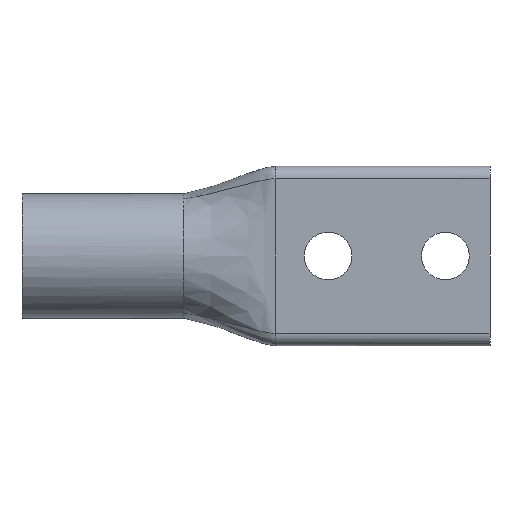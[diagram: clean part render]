
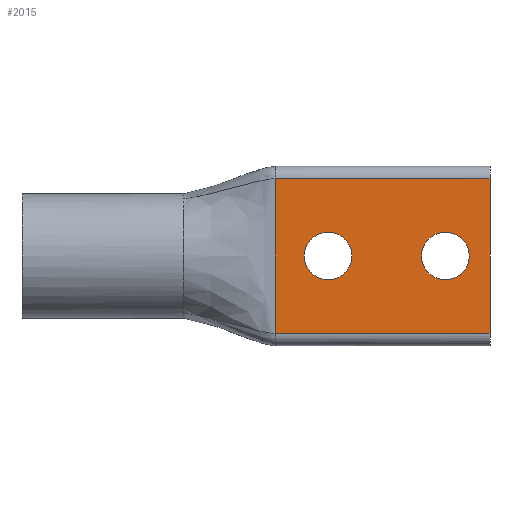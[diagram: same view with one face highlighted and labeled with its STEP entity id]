
A CAD part, front view. The second image highlights one B-rep face of the part: STEP entity #2015.
In plain terms, the highlighted planar face has unit normal (0, -1, 0).
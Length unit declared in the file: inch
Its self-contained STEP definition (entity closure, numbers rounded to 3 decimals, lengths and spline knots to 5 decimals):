
#5 = VECTOR ( 'NONE', #412, 39.37008 ) ;
#44 = CIRCLE ( 'NONE', #141, 0.203 ) ;
#54 = ORIENTED_EDGE ( 'NONE', *, *, #448, .T. ) ;
#81 = DIRECTION ( 'NONE',  ( 0., 1., 0. ) ) ;
#141 = AXIS2_PLACEMENT_3D ( 'NONE', #1310, #1184, #658 ) ;
#154 = EDGE_CURVE ( 'NONE', #1937, #1352, #624, .T. ) ;
#192 = EDGE_CURVE ( 'NONE', #1937, #812, #826, .T. ) ;
#245 = CIRCLE ( 'NONE', #1462, 0.203 ) ;
#273 = DIRECTION ( 'NONE',  ( 0., 0., 1. ) ) ;
#298 = VERTEX_POINT ( 'NONE', #2138 ) ;
#307 = DIRECTION ( 'NONE',  ( 0., 1., 0. ) ) ;
#328 = DIRECTION ( 'NONE',  ( 0., 0., -1. ) ) ;
#329 = VERTEX_POINT ( 'NONE', #2027 ) ;
#334 = DIRECTION ( 'NONE',  ( 1., 0., 0. ) ) ;
#412 = DIRECTION ( 'NONE',  ( 0., 0., 1. ) ) ;
#448 = EDGE_CURVE ( 'NONE', #1352, #821, #651, .T. ) ;
#458 = AXIS2_PLACEMENT_3D ( 'NONE', #1640, #1799, #328 ) ;
#460 = DIRECTION ( 'NONE',  ( 1., 0., 0. ) ) ;
#461 = CARTESIAN_POINT ( 'NONE',  ( 2.16, 0., 0.66 ) ) ;
#472 = EDGE_CURVE ( 'NONE', #329, #1295, #245, .T. ) ;
#492 = FACE_OUTER_BOUND ( 'NONE', #1302, .T. ) ;
#507 = CARTESIAN_POINT ( 'NONE',  ( 3.61, 0., 0. ) ) ;
#529 = ORIENTED_EDGE ( 'NONE', *, *, #192, .F. ) ;
#554 = ORIENTED_EDGE ( 'NONE', *, *, #1289, .T. ) ;
#576 = CARTESIAN_POINT ( 'NONE',  ( 3.61, 0., 0. ) ) ;
#618 = ORIENTED_EDGE ( 'NONE', *, *, #1126, .F. ) ;
#624 = LINE ( 'NONE', #1953, #1842 ) ;
#651 = LINE ( 'NONE', #973, #5 ) ;
#652 = DIRECTION ( 'NONE',  ( 0., 0., 1. ) ) ;
#654 = DIRECTION ( 'NONE',  ( 0., 0., 1. ) ) ;
#658 = DIRECTION ( 'NONE',  ( 0., 0., 1. ) ) ;
#664 = CARTESIAN_POINT ( 'NONE',  ( 2.16, 0., 0. ) ) ;
#665 = CIRCLE ( 'NONE', #1540, 0.203 ) ;
#671 = DIRECTION ( 'NONE',  ( 0., 1., 0. ) ) ;
#743 = EDGE_CURVE ( 'NONE', #1334, #298, #44, .T. ) ;
#812 = VERTEX_POINT ( 'NONE', #461 ) ;
#821 = VERTEX_POINT ( 'NONE', #918 ) ;
#826 = LINE ( 'NONE', #664, #1952 ) ;
#918 = CARTESIAN_POINT ( 'NONE',  ( 3.99, 0., 0.66 ) ) ;
#973 = CARTESIAN_POINT ( 'NONE',  ( 3.99, 0., 0. ) ) ;
#1126 = EDGE_CURVE ( 'NONE', #812, #821, #2118, .T. ) ;
#1130 = PLANE ( 'NONE',  #458 ) ;
#1184 = DIRECTION ( 'NONE',  ( 0., 1., 0. ) ) ;
#1234 = ORIENTED_EDGE ( 'NONE', *, *, #154, .T. ) ;
#1257 = CIRCLE ( 'NONE', #1614, 0.203 ) ;
#1289 = EDGE_CURVE ( 'NONE', #298, #1334, #665, .T. ) ;
#1295 = VERTEX_POINT ( 'NONE', #1930 ) ;
#1302 = EDGE_LOOP ( 'NONE', ( #618, #529, #1234, #54 ) ) ;
#1310 = CARTESIAN_POINT ( 'NONE',  ( 2.61, 0., 0. ) ) ;
#1334 = VERTEX_POINT ( 'NONE', #1581 ) ;
#1344 = EDGE_LOOP ( 'NONE', ( #1903, #1998 ) ) ;
#1352 = VERTEX_POINT ( 'NONE', #1448 ) ;
#1448 = CARTESIAN_POINT ( 'NONE',  ( 3.99, 0., -0.66 ) ) ;
#1462 = AXIS2_PLACEMENT_3D ( 'NONE', #576, #307, #273 ) ;
#1540 = AXIS2_PLACEMENT_3D ( 'NONE', #2085, #81, #1777 ) ;
#1549 = EDGE_CURVE ( 'NONE', #1295, #329, #1257, .T. ) ;
#1581 = CARTESIAN_POINT ( 'NONE',  ( 2.61, 0., -0.203 ) ) ;
#1601 = CARTESIAN_POINT ( 'NONE',  ( 2.16, 0., -0.66 ) ) ;
#1614 = AXIS2_PLACEMENT_3D ( 'NONE', #507, #671, #652 ) ;
#1634 = ORIENTED_EDGE ( 'NONE', *, *, #743, .T. ) ;
#1640 = CARTESIAN_POINT ( 'NONE',  ( 5.53434, 0., 0. ) ) ;
#1661 = FACE_BOUND ( 'NONE', #1344, .T. ) ;
#1777 = DIRECTION ( 'NONE',  ( 0., 0., 1. ) ) ;
#1795 = CARTESIAN_POINT ( 'NONE',  ( 5.53434, 0., 0.66 ) ) ;
#1799 = DIRECTION ( 'NONE',  ( 0., -1., 0. ) ) ;
#1842 = VECTOR ( 'NONE', #460, 39.37008 ) ;
#1903 = ORIENTED_EDGE ( 'NONE', *, *, #472, .T. ) ;
#1930 = CARTESIAN_POINT ( 'NONE',  ( 3.61, 0., -0.203 ) ) ;
#1937 = VERTEX_POINT ( 'NONE', #1601 ) ;
#1952 = VECTOR ( 'NONE', #654, 39.37008 ) ;
#1953 = CARTESIAN_POINT ( 'NONE',  ( 5.53434, 0., -0.66 ) ) ;
#1963 = EDGE_LOOP ( 'NONE', ( #554, #1634 ) ) ;
#1998 = ORIENTED_EDGE ( 'NONE', *, *, #1549, .T. ) ;
#2005 = FACE_BOUND ( 'NONE', #1963, .T. ) ;
#2015 = ADVANCED_FACE ( 'NONE', ( #492, #2005, #1661 ), #1130, .T. ) ;
#2027 = CARTESIAN_POINT ( 'NONE',  ( 3.61, 0., 0.203 ) ) ;
#2085 = CARTESIAN_POINT ( 'NONE',  ( 2.61, 0., 0. ) ) ;
#2118 = LINE ( 'NONE', #1795, #2120 ) ;
#2120 = VECTOR ( 'NONE', #334, 39.37008 ) ;
#2138 = CARTESIAN_POINT ( 'NONE',  ( 2.61, 0., 0.203 ) ) ;
